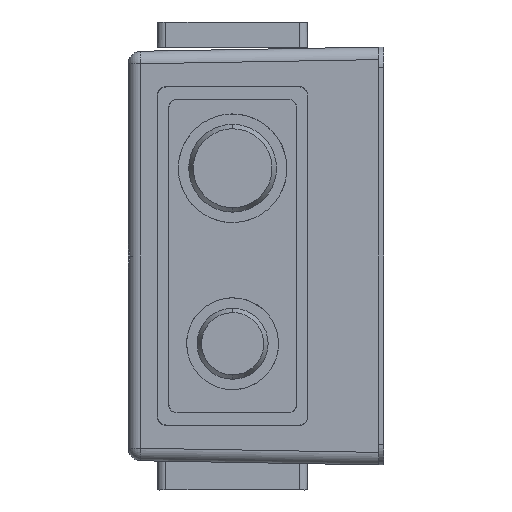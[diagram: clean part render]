
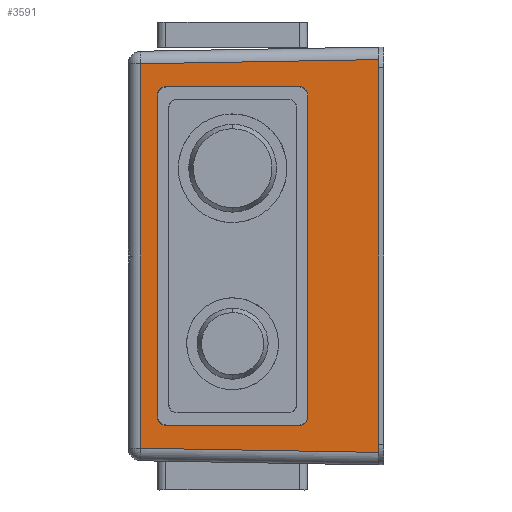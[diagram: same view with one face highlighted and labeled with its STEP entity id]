
A CAD part, front view. The second image highlights one B-rep face of the part: STEP entity #3591.
In plain terms, the highlighted planar face has unit normal (-0.018, -1, 0).
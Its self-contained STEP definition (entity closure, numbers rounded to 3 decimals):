
#3562=AXIS2_PLACEMENT_3D('Plane Axis2P3D',#3559,#3560,#3561) ;
#1486=CARTESIAN_POINT('Control Point',(43.005,-49.703,38.505)) ;
#1487=CARTESIAN_POINT('Control Point',(43.005,-49.703,39.133)) ;
#1488=CARTESIAN_POINT('Control Point',(42.759,-49.699,39.762)) ;
#1489=CARTESIAN_POINT('Control Point',(42.263,-49.69,40.259)) ;
#1490=CARTESIAN_POINT('Control Point',(41.634,-49.679,40.505)) ;
#1491=CARTESIAN_POINT('Control Point',(41.005,-49.668,40.505)) ;
#1492=CARTESIAN_POINT('Vertex',(43.005,-49.703,38.505)) ;
#1494=CARTESIAN_POINT('Vertex',(41.005,-49.668,40.505)) ;
#1539=CARTESIAN_POINT('Control Point',(41.005,-49.668,40.505)) ;
#1540=CARTESIAN_POINT('Control Point',(8.99,-49.11,40.51)) ;
#1541=CARTESIAN_POINT('Vertex',(8.99,-49.11,40.51)) ;
#1571=CARTESIAN_POINT('Control Point',(8.99,-49.11,40.51)) ;
#1572=CARTESIAN_POINT('Control Point',(8.362,-49.099,40.51)) ;
#1573=CARTESIAN_POINT('Control Point',(7.733,-49.088,40.264)) ;
#1574=CARTESIAN_POINT('Control Point',(7.236,-49.079,39.768)) ;
#1575=CARTESIAN_POINT('Control Point',(6.99,-49.075,39.139)) ;
#1576=CARTESIAN_POINT('Control Point',(6.99,-49.075,38.511)) ;
#1577=CARTESIAN_POINT('Vertex',(6.99,-49.075,38.511)) ;
#1714=CARTESIAN_POINT('Vertex',(43.005,-49.703,-38.505)) ;
#1717=CARTESIAN_POINT('Line Origine',(43.005,-49.703,0.027)) ;
#1740=CARTESIAN_POINT('Control Point',(43.005,-49.703,-38.505)) ;
#1741=CARTESIAN_POINT('Control Point',(43.005,-49.703,-39.133)) ;
#1742=CARTESIAN_POINT('Control Point',(42.759,-49.699,-39.762)) ;
#1743=CARTESIAN_POINT('Control Point',(42.263,-49.69,-40.259)) ;
#1744=CARTESIAN_POINT('Control Point',(41.634,-49.679,-40.505)) ;
#1745=CARTESIAN_POINT('Control Point',(41.005,-49.668,-40.505)) ;
#1746=CARTESIAN_POINT('Vertex',(41.005,-49.668,-40.505)) ;
#1781=CARTESIAN_POINT('Vertex',(6.99,-49.075,-38.511)) ;
#1789=CARTESIAN_POINT('Line Origine',(6.99,-49.075,0.)) ;
#1807=CARTESIAN_POINT('Control Point',(41.005,-49.668,-40.505)) ;
#1808=CARTESIAN_POINT('Control Point',(8.99,-49.11,-40.51)) ;
#1809=CARTESIAN_POINT('Vertex',(8.99,-49.11,-40.51)) ;
#1836=CARTESIAN_POINT('Control Point',(8.99,-49.11,-40.51)) ;
#1837=CARTESIAN_POINT('Control Point',(8.362,-49.099,-40.51)) ;
#1838=CARTESIAN_POINT('Control Point',(7.733,-49.088,-40.264)) ;
#1839=CARTESIAN_POINT('Control Point',(7.236,-49.079,-39.768)) ;
#1840=CARTESIAN_POINT('Control Point',(6.99,-49.075,-39.139)) ;
#1841=CARTESIAN_POINT('Control Point',(6.99,-49.075,-38.511)) ;
#3428=CARTESIAN_POINT('Vertex',(60.,-50.,47.)) ;
#3431=CARTESIAN_POINT('Line Origine',(60.,-50.,0.)) ;
#3435=CARTESIAN_POINT('Vertex',(60.,-50.,-47.)) ;
#3540=CARTESIAN_POINT('Line Origine',(30.,-49.476,-46.477)) ;
#3544=CARTESIAN_POINT('Vertex',(2.948,-49.004,-46.005)) ;
#3559=CARTESIAN_POINT('Axis2P3D Location',(60.,-50.,0.)) ;
#3565=CARTESIAN_POINT('Control Point',(2.948,-49.004,46.005)) ;
#3566=CARTESIAN_POINT('Control Point',(60.,-50.,47.)) ;
#3567=CARTESIAN_POINT('Vertex',(2.948,-49.004,46.005)) ;
#3570=CARTESIAN_POINT('Line Origine',(2.948,-49.004,0.)) ;
#1718=DIRECTION('Vector Direction',(0.,0.,1.)) ;
#1790=DIRECTION('Vector Direction',(0.,0.,-1.)) ;
#3432=DIRECTION('Vector Direction',(0.,0.,-1.)) ;
#3541=DIRECTION('Vector Direction',(1.,-0.017,-0.017)) ;
#3560=DIRECTION('Axis2P3D Direction',(-0.017,-1.,-0.)) ;
#3561=DIRECTION('Axis2P3D XDirection',(0.,0.,-1.)) ;
#3571=DIRECTION('Vector Direction',(0.,0.,-1.)) ;
#1719=VECTOR('Line Direction',#1718,1.) ;
#1791=VECTOR('Line Direction',#1790,1.) ;
#3433=VECTOR('Line Direction',#3432,1.) ;
#3542=VECTOR('Line Direction',#3541,1.) ;
#3572=VECTOR('Line Direction',#3571,1.) ;
#3576=ORIENTED_EDGE('',*,*,#3546,.F.) ;
#3577=ORIENTED_EDGE('',*,*,#3437,.F.) ;
#3578=ORIENTED_EDGE('',*,*,#3569,.T.) ;
#3579=ORIENTED_EDGE('',*,*,#3574,.F.) ;
#3582=ORIENTED_EDGE('',*,*,#1842,.F.) ;
#3583=ORIENTED_EDGE('',*,*,#1793,.T.) ;
#3584=ORIENTED_EDGE('',*,*,#1579,.F.) ;
#3585=ORIENTED_EDGE('',*,*,#1543,.T.) ;
#3586=ORIENTED_EDGE('',*,*,#1496,.F.) ;
#3587=ORIENTED_EDGE('',*,*,#1721,.T.) ;
#3588=ORIENTED_EDGE('',*,*,#1748,.F.) ;
#3589=ORIENTED_EDGE('',*,*,#1811,.T.) ;
#3590=FACE_BOUND('',#3581,.T.) ;
#3591=ADVANCED_FACE('Corps principal',(#3580,#3590),#3563,.T.) ;
#1485=B_SPLINE_CURVE_WITH_KNOTS('',5,(#1486,#1487,#1488,#1489,#1490,#1491),.UNSPECIFIED.,.F.,.U.,(6,6),(0.,4.443),.UNSPECIFIED.) ;
#1538=B_SPLINE_CURVE_WITH_KNOTS('',1,(#1539,#1540),.UNSPECIFIED.,.F.,.U.,(2,2),(-37.486,-5.466),.UNSPECIFIED.) ;
#1570=B_SPLINE_CURVE_WITH_KNOTS('',5,(#1571,#1572,#1573,#1574,#1575,#1576),.UNSPECIFIED.,.F.,.U.,(6,6),(0.,4.443),.UNSPECIFIED.) ;
#1739=B_SPLINE_CURVE_WITH_KNOTS('',5,(#1740,#1741,#1742,#1743,#1744,#1745),.UNSPECIFIED.,.F.,.U.,(6,6),(0.,4.443),.UNSPECIFIED.) ;
#1806=B_SPLINE_CURVE_WITH_KNOTS('',1,(#1807,#1808),.UNSPECIFIED.,.F.,.U.,(2,2),(-37.486,-5.466),.UNSPECIFIED.) ;
#1835=B_SPLINE_CURVE_WITH_KNOTS('',5,(#1836,#1837,#1838,#1839,#1840,#1841),.UNSPECIFIED.,.F.,.U.,(6,6),(0.,4.443),.UNSPECIFIED.) ;
#3564=B_SPLINE_CURVE_WITH_KNOTS('',1,(#3565,#3566),.UNSPECIFIED.,.F.,.U.,(2,2),(-27.061,30.009),.UNSPECIFIED.) ;
#1496=EDGE_CURVE('',#1493,#1495,#1485,.T.) ;
#1543=EDGE_CURVE('',#1542,#1495,#1538,.F.) ;
#1579=EDGE_CURVE('',#1542,#1578,#1570,.T.) ;
#1721=EDGE_CURVE('',#1493,#1715,#1720,.F.) ;
#1748=EDGE_CURVE('',#1747,#1715,#1739,.F.) ;
#1793=EDGE_CURVE('',#1782,#1578,#1792,.F.) ;
#1811=EDGE_CURVE('',#1747,#1810,#1806,.T.) ;
#1842=EDGE_CURVE('',#1782,#1810,#1835,.F.) ;
#3437=EDGE_CURVE('',#3429,#3436,#3434,.T.) ;
#3546=EDGE_CURVE('',#3436,#3545,#3543,.F.) ;
#3569=EDGE_CURVE('',#3429,#3568,#3564,.F.) ;
#3574=EDGE_CURVE('',#3545,#3568,#3573,.F.) ;
#3575=EDGE_LOOP('',(#3576,#3577,#3578,#3579)) ;
#3581=EDGE_LOOP('',(#3582,#3583,#3584,#3585,#3586,#3587,#3588,#3589)) ;
#3580=FACE_OUTER_BOUND('',#3575,.T.) ;
#1720=LINE('Line',#1717,#1719) ;
#1792=LINE('Line',#1789,#1791) ;
#3434=LINE('Line',#3431,#3433) ;
#3543=LINE('Line',#3540,#3542) ;
#3573=LINE('Line',#3570,#3572) ;
#3563=PLANE('',#3562) ;
#1493=VERTEX_POINT('',#1492) ;
#1495=VERTEX_POINT('',#1494) ;
#1542=VERTEX_POINT('',#1541) ;
#1578=VERTEX_POINT('',#1577) ;
#1715=VERTEX_POINT('',#1714) ;
#1747=VERTEX_POINT('',#1746) ;
#1782=VERTEX_POINT('',#1781) ;
#1810=VERTEX_POINT('',#1809) ;
#3429=VERTEX_POINT('',#3428) ;
#3436=VERTEX_POINT('',#3435) ;
#3545=VERTEX_POINT('',#3544) ;
#3568=VERTEX_POINT('',#3567) ;
